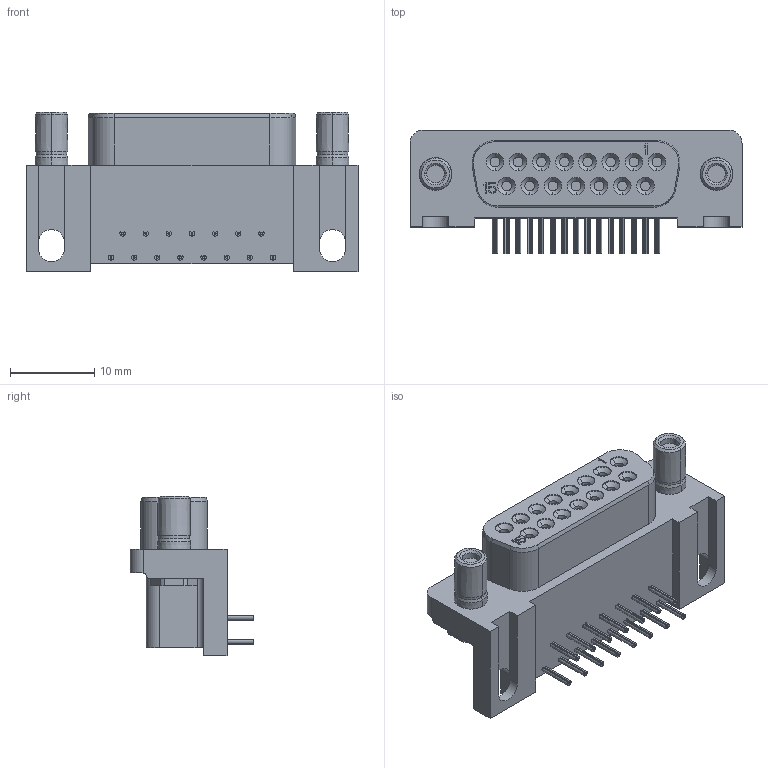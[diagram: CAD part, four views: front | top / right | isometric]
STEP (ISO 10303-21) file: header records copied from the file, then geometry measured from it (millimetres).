
FILE_DESCRIPTION((''),'2;1');
FILE_NAME('C-5745396-2','2015-10-01T',('workeradm'),('Tyco Electronics Ltd.'),'PRO/ENGINEER BY PARAMETRIC TECHNOLOGY CORPORATION, 2014090','PRO/ENGINEER BY PARAMETRIC TECHNOLOGY CORPORATION, 2014090','');
FILE_SCHEMA(('AUTOMOTIVE_DESIGN { 1 0 10303 214 1 1 1 1 }'));
Length unit declared in the file: millimetre
Products named in the file (1): C-5745396-2
Bounding box: 39.37 x 14.66 x 18.92 mm (x, y, z)
Volume: 4681.9 mm3; surface area: 2858 mm2
Topology: 1 solids, 1 shells, 397 faces, 975 edges, 620 vertices
Faces by surface type: plane 206, cylinder 131, cone 54, bspline 4, torus 2
Entity records: 12205 total; most frequent: CARTESIAN_POINT 2438, DIRECTION 2035, ORIENTED_EDGE 1950, EDGE_CURVE 975, AXIS2_PLACEMENT_3D 681, VECTOR 673, LINE 673, VERTEX_POINT 620
